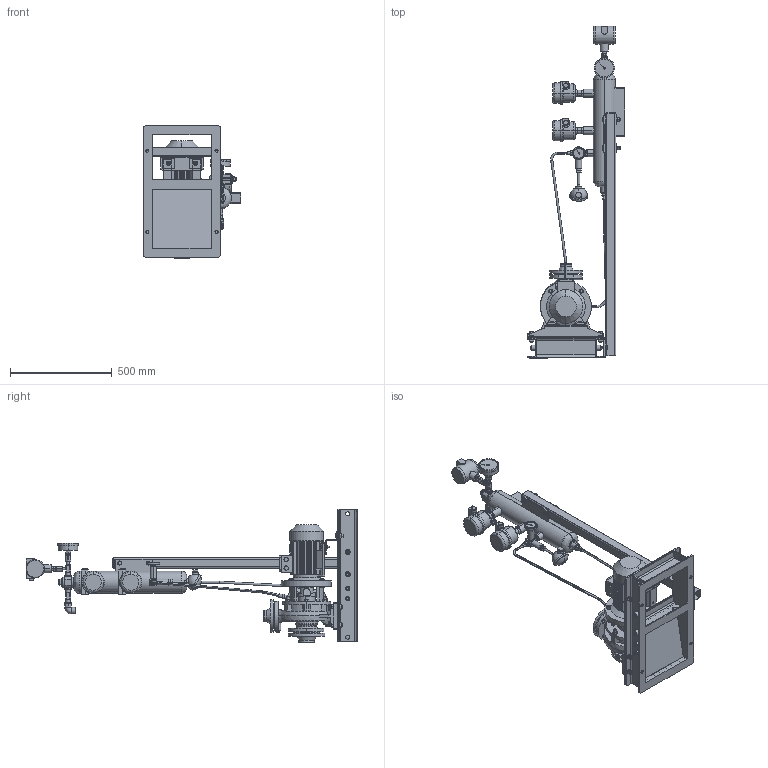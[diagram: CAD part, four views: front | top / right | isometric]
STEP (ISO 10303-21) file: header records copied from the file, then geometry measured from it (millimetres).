
FILE_DESCRIPTION (( 'STEP AP203' ), '1' );
FILE_NAME ('221-207-55Ò-ÐÑ2-09-02.step', '2023-07-26T13:44:15', ( 'adb' ), ( '' ), 'SwSTEP 2.0', 'SolidWorks 2016', '' );
FILE_SCHEMA (( 'CONFIG_CONTROL_DESIGN' ));
Products named in the file (1): 221-207-55Ò-ÐÑ2-09-02
Bounding box: 479 x 1630.5 x 657 mm (x, y, z)
Volume: 21463410 mm3; surface area: 3830153.2 mm2
Topology: 32 solids, 45 shells, 3047 faces, 7722 edges, 4968 vertices
Faces by surface type: plane 1550, cylinder 1108, cone 278, torus 63, bspline 38, sphere 10
Entity records: 105700 total; most frequent: CARTESIAN_POINT 31408, DIRECTION 15673, ORIENTED_EDGE 15412, EDGE_CURVE 7706, AXIS2_PLACEMENT_3D 5929, VERTEX_POINT 4962, VECTOR 3815, LINE 3815
